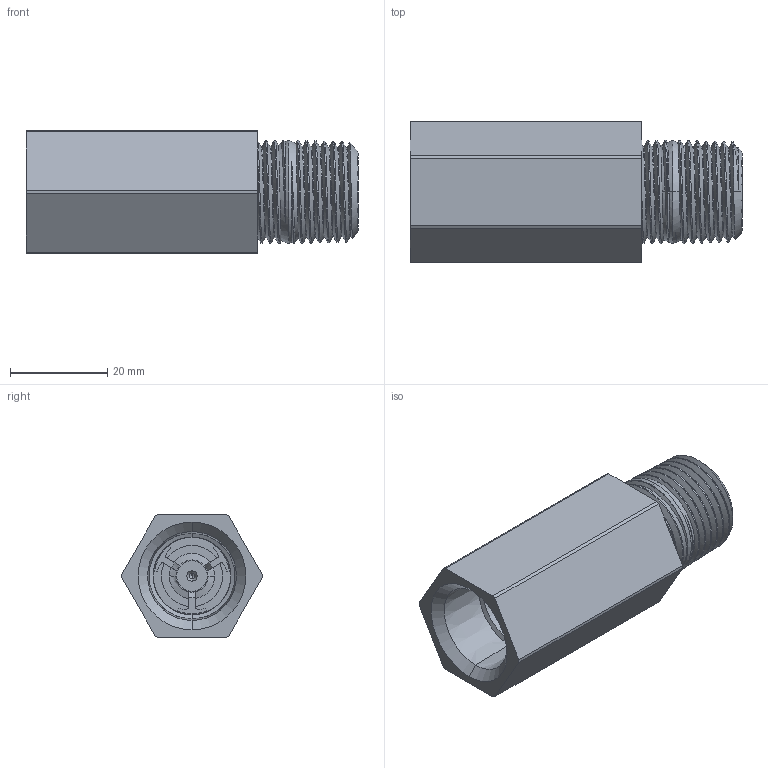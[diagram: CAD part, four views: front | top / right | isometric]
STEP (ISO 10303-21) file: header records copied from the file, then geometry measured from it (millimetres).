
FILE_DESCRIPTION (( 'STEP AP203' ), '1' );
FILE_NAME ('CV-1204-MF.step', '2024-08-21T11:26:27', ( '' ), ( '' ), 'SwSTEP 2.0', 'SolidWorks 2023', '' );
FILE_SCHEMA (( 'CONFIG_CONTROL_DESIGN' ));
Length unit declared in the file: inch
Products named in the file (1): CV-1204-MF
Bounding box: 68.26 x 28.96 x 25.4 mm (x, y, z)
Volume: 17559.4 mm3; surface area: 13765.4 mm2
Topology: 6 solids, 6 shells, 194 faces, 495 edges, 316 vertices
Faces by surface type: cone 74, cylinder 64, plane 40, bspline 16
Entity records: 13622 total; most frequent: CARTESIAN_POINT 8940, ORIENTED_EDGE 986, DIRECTION 940, EDGE_CURVE 493, AXIS2_PLACEMENT_3D 375, VERTEX_POINT 316, EDGE_LOOP 209, CIRCLE 196
